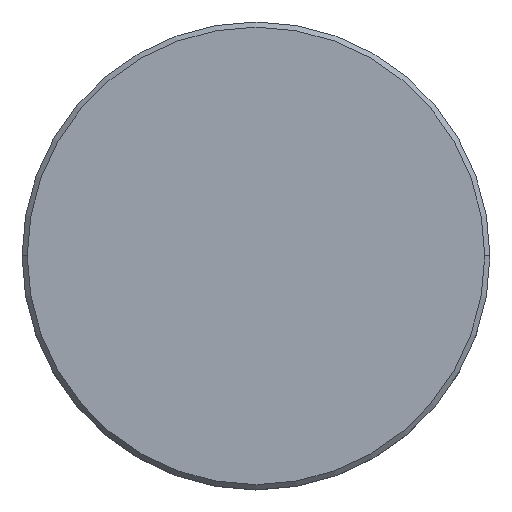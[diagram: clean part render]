
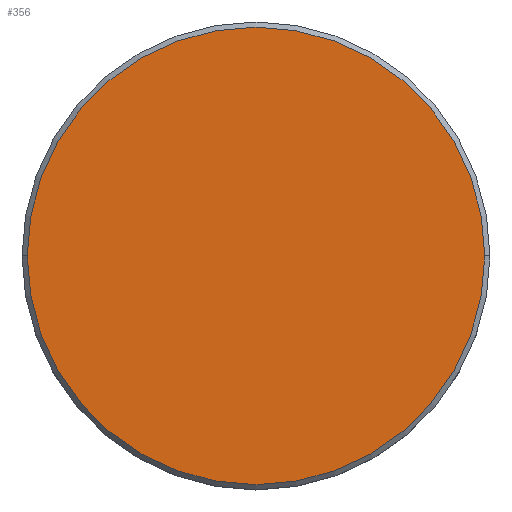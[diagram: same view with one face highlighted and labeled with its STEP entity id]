
A CAD part, top view. The second image highlights one B-rep face of the part: STEP entity #356.
In plain terms, the highlighted planar face has unit normal (0, 0, 1).
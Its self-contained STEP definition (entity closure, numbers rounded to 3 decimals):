
#63 = CIRCLE ( 'NONE', #397, 22. ) ;
#74 = CARTESIAN_POINT ( 'NONE',  ( 0., 0., 0. ) ) ;
#116 = DIRECTION ( 'NONE',  ( 0., 0., 1. ) ) ;
#121 = DIRECTION ( 'NONE',  ( 1., 0., 0. ) ) ;
#124 = ORIENTED_EDGE ( 'NONE', *, *, #203, .T. ) ;
#148 = AXIS2_PLACEMENT_3D ( 'NONE', #440, #299, #121 ) ;
#164 = CARTESIAN_POINT ( 'NONE',  ( -22., 0., 0. ) ) ;
#171 = VERTEX_POINT ( 'NONE', #164 ) ;
#181 = FACE_OUTER_BOUND ( 'NONE', #300, .T. ) ;
#184 = DIRECTION ( 'NONE',  ( 1., 0., 0. ) ) ;
#203 = EDGE_CURVE ( 'NONE', #233, #171, #566, .T. ) ;
#211 = EDGE_CURVE ( 'NONE', #171, #233, #63, .T. ) ;
#233 = VERTEX_POINT ( 'NONE', #439 ) ;
#235 = ORIENTED_EDGE ( 'NONE', *, *, #211, .T. ) ;
#270 = DIRECTION ( 'NONE',  ( 0., 0., 1. ) ) ;
#294 = PLANE ( 'NONE',  #522 ) ;
#299 = DIRECTION ( 'NONE',  ( 0., 0., 1. ) ) ;
#300 = EDGE_LOOP ( 'NONE', ( #235, #124 ) ) ;
#356 = ADVANCED_FACE ( 'NONE', ( #181 ), #294, .T. ) ;
#397 = AXIS2_PLACEMENT_3D ( 'NONE', #491, #116, #450 ) ;
#439 = CARTESIAN_POINT ( 'NONE',  ( 22., 0., 0. ) ) ;
#440 = CARTESIAN_POINT ( 'NONE',  ( 0., 0., 0. ) ) ;
#450 = DIRECTION ( 'NONE',  ( 1., 0., 0. ) ) ;
#491 = CARTESIAN_POINT ( 'NONE',  ( 0., 0., 0. ) ) ;
#522 = AXIS2_PLACEMENT_3D ( 'NONE', #74, #270, #184 ) ;
#566 = CIRCLE ( 'NONE', #148, 22. ) ;
